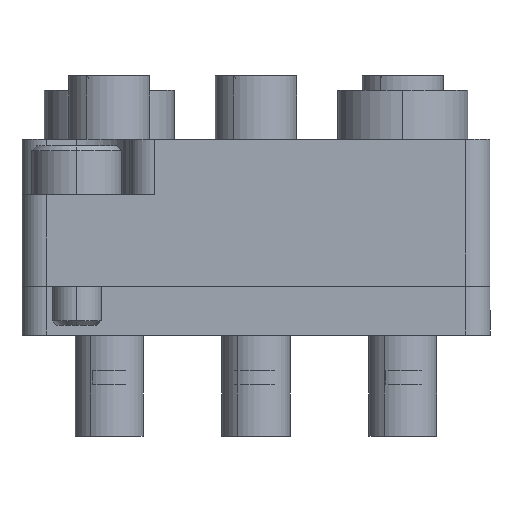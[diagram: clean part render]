
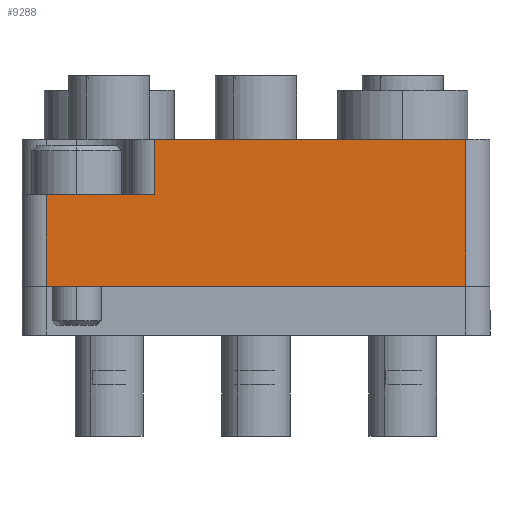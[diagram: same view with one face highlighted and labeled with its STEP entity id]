
A CAD part, front view. The second image highlights one B-rep face of the part: STEP entity #9288.
In plain terms, the highlighted face is planar.
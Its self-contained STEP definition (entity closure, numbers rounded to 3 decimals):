
#216 = ORIENTED_EDGE ( 'NONE', *, *, #8533, .T. ) ;
#1123 = CARTESIAN_POINT ( 'NONE',  ( 30., 5.6, 7.75 ) ) ;
#1191 = VERTEX_POINT ( 'NONE', #19814 ) ;
#1758 = CARTESIAN_POINT ( 'NONE',  ( 30., 0., 12.85 ) ) ;
#1798 = ORIENTED_EDGE ( 'NONE', *, *, #6835, .F. ) ;
#2255 = VECTOR ( 'NONE', #5336, 1000. ) ;
#3823 = LINE ( 'NONE', #11679, #2255 ) ;
#4028 = EDGE_CURVE ( 'NONE', #5571, #21202, #15849, .T. ) ;
#4878 = EDGE_CURVE ( 'NONE', #5571, #10452, #11903, .T. ) ;
#5336 = DIRECTION ( 'NONE',  ( 0., -1., 0. ) ) ;
#5571 = VERTEX_POINT ( 'NONE', #21224 ) ;
#6409 = AXIS2_PLACEMENT_3D ( 'NONE', #13985, #18725, #16892 ) ;
#6835 = EDGE_CURVE ( 'NONE', #13438, #1191, #10541, .T. ) ;
#7384 = DIRECTION ( 'NONE',  ( 0., 0., -1. ) ) ;
#7438 = FACE_OUTER_BOUND ( 'NONE', #18914, .T. ) ;
#8533 = EDGE_CURVE ( 'NONE', #13438, #21202, #3823, .T. ) ;
#8896 = CARTESIAN_POINT ( 'NONE',  ( 30., 0., 12.85 ) ) ;
#9075 = VECTOR ( 'NONE', #15790, 1000. ) ;
#9288 = ADVANCED_FACE ( 'NONE', ( #7438 ), #17111, .T. ) ;
#9455 = VECTOR ( 'NONE', #16517, 1000. ) ;
#9519 = LINE ( 'NONE', #19525, #10846 ) ;
#9942 = DIRECTION ( 'NONE',  ( 0., 1., 0. ) ) ;
#10443 = VECTOR ( 'NONE', #7384, 1000. ) ;
#10452 = VERTEX_POINT ( 'NONE', #1758 ) ;
#10541 = LINE ( 'NONE', #18933, #9075 ) ;
#10609 = DIRECTION ( 'NONE',  ( 0., -1., 0. ) ) ;
#10846 = VECTOR ( 'NONE', #9942, 1000. ) ;
#11082 = CARTESIAN_POINT ( 'NONE',  ( 30., 9., 6.25 ) ) ;
#11679 = CARTESIAN_POINT ( 'NONE',  ( 30., 5.6, 6.25 ) ) ;
#11903 = LINE ( 'NONE', #8896, #14907 ) ;
#12232 = ORIENTED_EDGE ( 'NONE', *, *, #4028, .F. ) ;
#12626 = ORIENTED_EDGE ( 'NONE', *, *, #4878, .T. ) ;
#12662 = CARTESIAN_POINT ( 'NONE',  ( 30., 0., 14.35 ) ) ;
#13438 = VERTEX_POINT ( 'NONE', #11082 ) ;
#13932 = ORIENTED_EDGE ( 'NONE', *, *, #16780, .T. ) ;
#13985 = CARTESIAN_POINT ( 'NONE',  ( 30., 9., 14.35 ) ) ;
#14907 = VECTOR ( 'NONE', #10609, 1000. ) ;
#15416 = ORIENTED_EDGE ( 'NONE', *, *, #17910, .T. ) ;
#15790 = DIRECTION ( 'NONE',  ( 0., 0., -1. ) ) ;
#15849 = LINE ( 'NONE', #1123, #10443 ) ;
#16517 = DIRECTION ( 'NONE',  ( 0., 0., -1. ) ) ;
#16780 = EDGE_CURVE ( 'NONE', #10452, #20708, #17516, .T. ) ;
#16892 = DIRECTION ( 'NONE',  ( 0., 1., 0. ) ) ;
#17111 = PLANE ( 'NONE',  #6409 ) ;
#17264 = CARTESIAN_POINT ( 'NONE',  ( 30., 5.6, 6.25 ) ) ;
#17516 = LINE ( 'NONE', #12662, #9455 ) ;
#17910 = EDGE_CURVE ( 'NONE', #20708, #1191, #9519, .T. ) ;
#18725 = DIRECTION ( 'NONE',  ( 1., 0., 0. ) ) ;
#18914 = EDGE_LOOP ( 'NONE', ( #13932, #15416, #1798, #216, #12232, #12626 ) ) ;
#18933 = CARTESIAN_POINT ( 'NONE',  ( 30., 9., 14.35 ) ) ;
#19274 = CARTESIAN_POINT ( 'NONE',  ( 30., 0., -12.85 ) ) ;
#19525 = CARTESIAN_POINT ( 'NONE',  ( 30., 9., -12.85 ) ) ;
#19814 = CARTESIAN_POINT ( 'NONE',  ( 30., 9., -12.85 ) ) ;
#20708 = VERTEX_POINT ( 'NONE', #19274 ) ;
#21202 = VERTEX_POINT ( 'NONE', #17264 ) ;
#21224 = CARTESIAN_POINT ( 'NONE',  ( 30., 5.6, 12.85 ) ) ;
